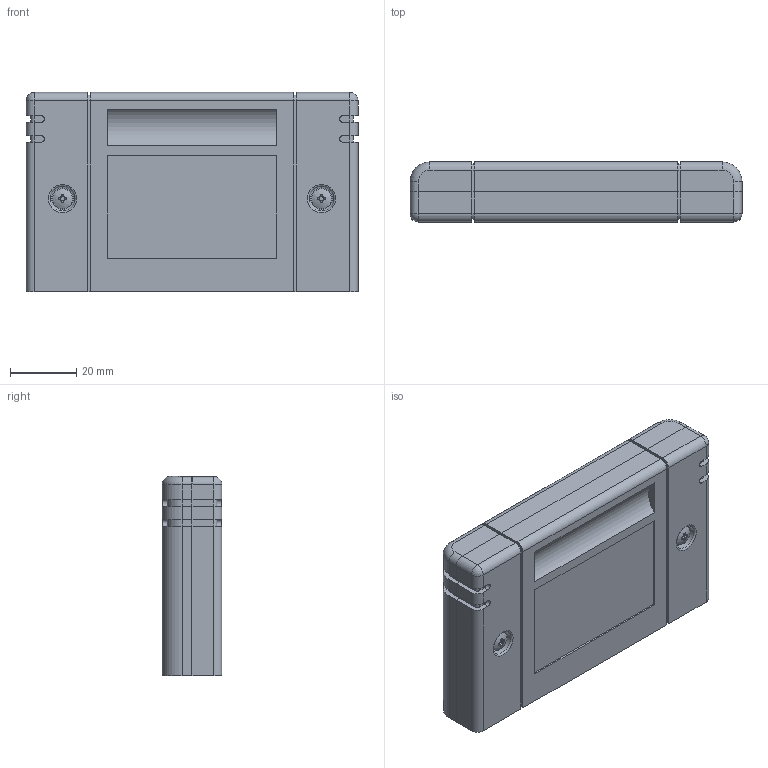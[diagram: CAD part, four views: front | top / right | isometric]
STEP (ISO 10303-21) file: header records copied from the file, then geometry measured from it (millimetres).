
FILE_DESCRIPTION(/* description */ (''),/* implementation_level */ '2;1');
FILE_NAME(/* name */ 'Cartridge assembly.stp',/* time_stamp */ '2023-02-05T11:28:28+01:00',/* author */ ('Usuario'),/* organization */ (''),/* preprocessor_version */ 'ST-DEVELOPER v18.1',/* originating_system */ 'Autodesk Inventor 2021',/* authorisation */ '');
FILE_SCHEMA (('AUTOMOTIVE_DESIGN { 1 0 10303 214 3 1 1 }'));
Length unit declared in the file: millimetre
Products named in the file (5): Cartridge assembly; Cartridge back half; Cartridge front half; Metal USB stick with hole; Self tappping screw DIN 7981-C Ø2.9x9.5
Assembly tree (5 placements, depth 2):
  Cartridge assembly
    Cartridge back half
    Cartridge front half
    Metal USB stick with hole
    Self tappping screw DIN 7981-C Ø2.9x9.5  x2
Bounding box: 100 x 18 x 60 mm (x, y, z)
Volume: 40646.8 mm3; surface area: 40967.7 mm2
Topology: 6 solids, 6 shells, 617 faces, 1765 edges, 1171 vertices
Faces by surface type: plane 426, cylinder 136, cone 29, torus 20, sphere 6
Full cylindrical faces by diameter (mm): 2.4 x2, 2.459 x2, 3 x2, 3.2 x2, 6 x4, 7.5 x2, 8 x2, 8.1 x1, 8.3 x1, 8.7 x1
Entity records: 18480 total; most frequent: CARTESIAN_POINT 3427, ORIENTED_EDGE 3190, DIRECTION 3045, EDGE_CURVE 1595, LINE 1183, VECTOR 1183, VERTEX_POINT 1057, AXIS2_PLACEMENT_3D 931
